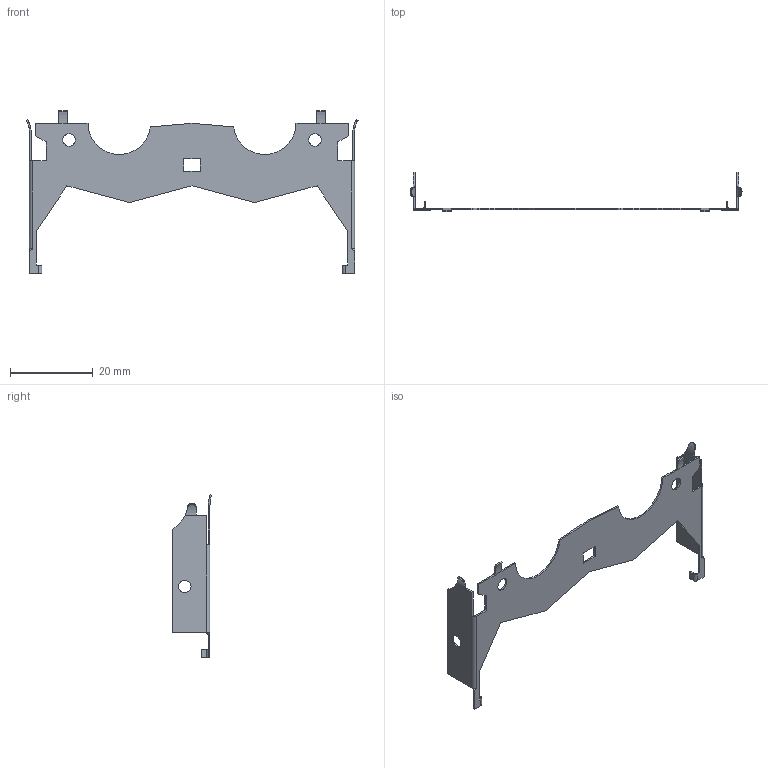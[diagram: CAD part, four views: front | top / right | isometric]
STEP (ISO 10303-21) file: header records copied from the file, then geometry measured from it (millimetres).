
FILE_DESCRIPTION(('produced by SPATIAL CORP'),'2;1');
FILE_NAME( 'transport.prt.hh.sat.stp','2002-04-19T13:58:24+00:00',('SPATIAL CORP'),('SPATIAL CORP'), 'ACIS STEP Husk','http://www.spatial.com','SPATIAL CORP');
FILE_SCHEMA(('CONFIG_CONTROL_DESIGN'));
Length unit declared in the file: millimetre
Products named in the file (1): PRODUCT_ID_1
Bounding box: 80.32 x 9.52 x 39.36 mm (x, y, z)
Volume: 671.9 mm3; surface area: 3509.2 mm2
Topology: 1 solids, 1 shells, 115 faces, 291 edges, 176 vertices
Faces by surface type: plane 76, cylinder 29, bspline 10
Entity records: 4454 total; most frequent: CARTESIAN_POINT 1702, ORIENTED_EDGE 578, DIRECTION 523, EDGE_CURVE 289, VECTOR 205, LINE 205, VERTEX_POINT 176, AXIS2_PLACEMENT_3D 159
